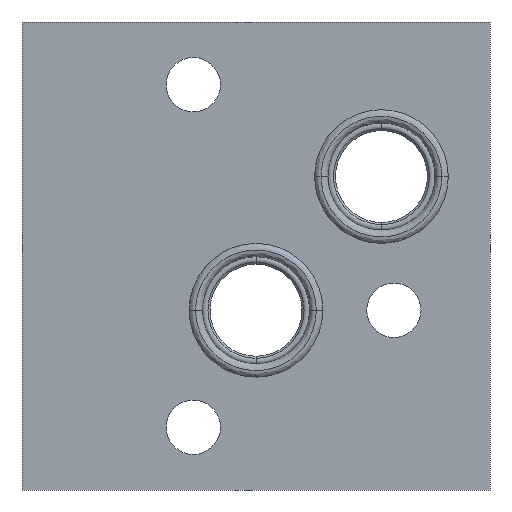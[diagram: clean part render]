
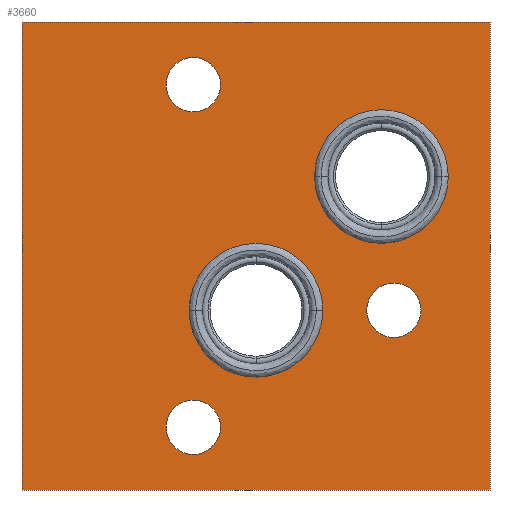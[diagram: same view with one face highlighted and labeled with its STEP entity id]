
A CAD part, left-side view. The second image highlights one B-rep face of the part: STEP entity #3660.
In plain terms, the highlighted planar face has unit normal (-1, 0, 0).
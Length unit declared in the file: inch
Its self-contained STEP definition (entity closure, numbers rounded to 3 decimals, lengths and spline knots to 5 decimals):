
#1=DIRECTION('',(0.,-1.,0.));
#2=VECTOR('',#1,3.5);
#3=CARTESIAN_POINT('',(0.,0.,0.));
#4=LINE('',#3,#2);
#17=DIRECTION('',(0.,0.,1.));
#18=VECTOR('',#17,3.5);
#19=CARTESIAN_POINT('',(0.,0.,0.));
#20=LINE('',#19,#18);
#21=CARTESIAN_POINT('',(0.,-2.781,1.344));
#22=DIRECTION('',(1.,0.,0.));
#23=DIRECTION('',(0.,0.,-1.));
#24=AXIS2_PLACEMENT_3D('',#21,#22,#23);
#26=CARTESIAN_POINT('',(0.,-2.781,1.344));
#27=DIRECTION('',(1.,0.,0.));
#28=DIRECTION('',(0.,0.,1.));
#29=AXIS2_PLACEMENT_3D('',#26,#27,#28);
#31=CARTESIAN_POINT('',(0.,-1.281,0.469));
#32=DIRECTION('',(1.,0.,0.));
#33=DIRECTION('',(0.,0.,-1.));
#34=AXIS2_PLACEMENT_3D('',#31,#32,#33);
#36=CARTESIAN_POINT('',(0.,-1.281,0.469));
#37=DIRECTION('',(1.,0.,0.));
#38=DIRECTION('',(0.,0.,1.));
#39=AXIS2_PLACEMENT_3D('',#36,#37,#38);
#41=CARTESIAN_POINT('',(0.,-1.281,3.031));
#42=DIRECTION('',(1.,0.,0.));
#43=DIRECTION('',(0.,0.,-1.));
#44=AXIS2_PLACEMENT_3D('',#41,#42,#43);
#46=CARTESIAN_POINT('',(0.,-1.281,3.031));
#47=DIRECTION('',(1.,0.,0.));
#48=DIRECTION('',(0.,0.,1.));
#49=AXIS2_PLACEMENT_3D('',#46,#47,#48);
#51=CARTESIAN_POINT('',(0.,-2.688,2.344));
#52=DIRECTION('',(1.,0.,0.));
#53=DIRECTION('',(0.,0.,-1.));
#54=AXIS2_PLACEMENT_3D('',#51,#52,#53);
#56=CARTESIAN_POINT('',(0.,-2.688,2.344));
#57=DIRECTION('',(1.,0.,0.));
#58=DIRECTION('',(0.,0.,1.));
#59=AXIS2_PLACEMENT_3D('',#56,#57,#58);
#61=CARTESIAN_POINT('',(0.,-1.75,1.344));
#62=DIRECTION('',(1.,0.,0.));
#63=DIRECTION('',(0.,0.,-1.));
#64=AXIS2_PLACEMENT_3D('',#61,#62,#63);
#66=CARTESIAN_POINT('',(0.,-1.75,1.344));
#67=DIRECTION('',(1.,0.,0.));
#68=DIRECTION('',(0.,0.,1.));
#69=AXIS2_PLACEMENT_3D('',#66,#67,#68);
#159=DIRECTION('',(0.,0.,1.));
#160=VECTOR('',#159,3.5);
#161=CARTESIAN_POINT('',(0.,-3.5,0.));
#162=LINE('',#161,#160);
#163=DIRECTION('',(0.,-1.,0.));
#164=VECTOR('',#163,3.5);
#165=CARTESIAN_POINT('',(0.,0.,3.5));
#166=LINE('',#165,#164);
#3150=CARTESIAN_POINT('',(0.,0.,0.));
#3151=CARTESIAN_POINT('',(0.,-3.5,0.));
#3152=VERTEX_POINT('',#3150);
#3153=VERTEX_POINT('',#3151);
#3158=CARTESIAN_POINT('',(0.,0.,3.5));
#3159=CARTESIAN_POINT('',(0.,-3.5,3.5));
#3160=VERTEX_POINT('',#3158);
#3161=VERTEX_POINT('',#3159);
#3166=CARTESIAN_POINT('',(0.,-2.781,1.141));
#3167=CARTESIAN_POINT('',(0.,-2.781,1.547));
#3168=VERTEX_POINT('',#3166);
#3169=VERTEX_POINT('',#3167);
#3170=CARTESIAN_POINT('',(0.,-1.281,0.266));
#3171=CARTESIAN_POINT('',(0.,-1.281,0.672));
#3172=VERTEX_POINT('',#3170);
#3173=VERTEX_POINT('',#3171);
#3174=CARTESIAN_POINT('',(0.,-1.281,2.828));
#3175=CARTESIAN_POINT('',(0.,-1.281,3.234));
#3176=VERTEX_POINT('',#3174);
#3177=VERTEX_POINT('',#3175);
#3194=CARTESIAN_POINT('',(0.,-2.688,1.844));
#3195=CARTESIAN_POINT('',(0.,-2.688,2.844));
#3196=VERTEX_POINT('',#3194);
#3197=VERTEX_POINT('',#3195);
#3214=CARTESIAN_POINT('',(0.,-1.75,0.844));
#3215=CARTESIAN_POINT('',(0.,-1.75,1.844));
#3216=VERTEX_POINT('',#3214);
#3217=VERTEX_POINT('',#3215);
#3616=CARTESIAN_POINT('',(0.,0.,0.));
#3617=DIRECTION('',(-1.,0.,0.));
#3618=DIRECTION('',(0.,-1.,0.));
#3619=AXIS2_PLACEMENT_3D('',#3616,#3617,#3618);
#3620=PLANE('',#3619);
#3621=ORIENTED_EDGE('',*,*,#3605,.F.);
#3623=ORIENTED_EDGE('',*,*,#3622,.T.);
#3625=ORIENTED_EDGE('',*,*,#3624,.T.);
#3627=ORIENTED_EDGE('',*,*,#3626,.F.);
#3628=EDGE_LOOP('',(#3621,#3623,#3625,#3627));
#3629=FACE_OUTER_BOUND('',#3628,.F.);
#3631=ORIENTED_EDGE('',*,*,#3630,.F.);
#3633=ORIENTED_EDGE('',*,*,#3632,.F.);
#3634=EDGE_LOOP('',(#3631,#3633));
#3635=FACE_BOUND('',#3634,.F.);
#3637=ORIENTED_EDGE('',*,*,#3636,.F.);
#3639=ORIENTED_EDGE('',*,*,#3638,.F.);
#3640=EDGE_LOOP('',(#3637,#3639));
#3641=FACE_BOUND('',#3640,.F.);
#3643=ORIENTED_EDGE('',*,*,#3642,.F.);
#3645=ORIENTED_EDGE('',*,*,#3644,.F.);
#3646=EDGE_LOOP('',(#3643,#3645));
#3647=FACE_BOUND('',#3646,.F.);
#3649=ORIENTED_EDGE('',*,*,#3648,.F.);
#3651=ORIENTED_EDGE('',*,*,#3650,.F.);
#3652=EDGE_LOOP('',(#3649,#3651));
#3653=FACE_BOUND('',#3652,.F.);
#3655=ORIENTED_EDGE('',*,*,#3654,.F.);
#3657=ORIENTED_EDGE('',*,*,#3656,.F.);
#3658=EDGE_LOOP('',(#3655,#3657));
#3659=FACE_BOUND('',#3658,.F.);
#3660=ADVANCED_FACE('',(#3629,#3635,#3641,#3647,#3653,#3659),#3620,.T.);
#25=CIRCLE('',#24,0.203);
#30=CIRCLE('',#29,0.203);
#35=CIRCLE('',#34,0.203);
#40=CIRCLE('',#39,0.203);
#45=CIRCLE('',#44,0.203);
#50=CIRCLE('',#49,0.203);
#55=CIRCLE('',#54,0.5);
#60=CIRCLE('',#59,0.5);
#65=CIRCLE('',#64,0.5);
#70=CIRCLE('',#69,0.5);
#3605=EDGE_CURVE('',#3152,#3153,#4,.T.);
#3622=EDGE_CURVE('',#3152,#3160,#20,.T.);
#3624=EDGE_CURVE('',#3160,#3161,#166,.T.);
#3626=EDGE_CURVE('',#3153,#3161,#162,.T.);
#3630=EDGE_CURVE('',#3168,#3169,#25,.T.);
#3632=EDGE_CURVE('',#3169,#3168,#30,.T.);
#3636=EDGE_CURVE('',#3172,#3173,#35,.T.);
#3638=EDGE_CURVE('',#3173,#3172,#40,.T.);
#3642=EDGE_CURVE('',#3176,#3177,#45,.T.);
#3644=EDGE_CURVE('',#3177,#3176,#50,.T.);
#3648=EDGE_CURVE('',#3196,#3197,#55,.T.);
#3650=EDGE_CURVE('',#3197,#3196,#60,.T.);
#3654=EDGE_CURVE('',#3216,#3217,#65,.T.);
#3656=EDGE_CURVE('',#3217,#3216,#70,.T.);
